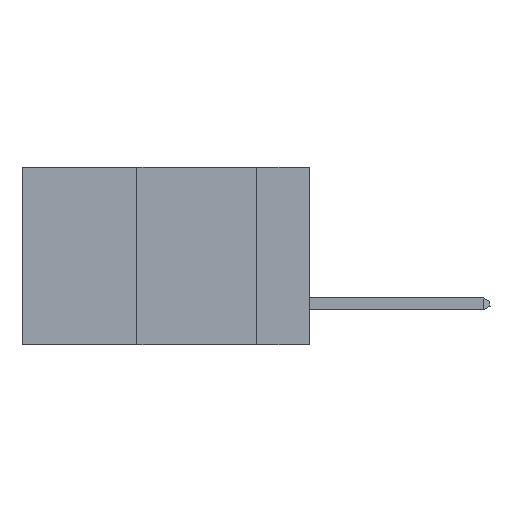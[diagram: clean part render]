
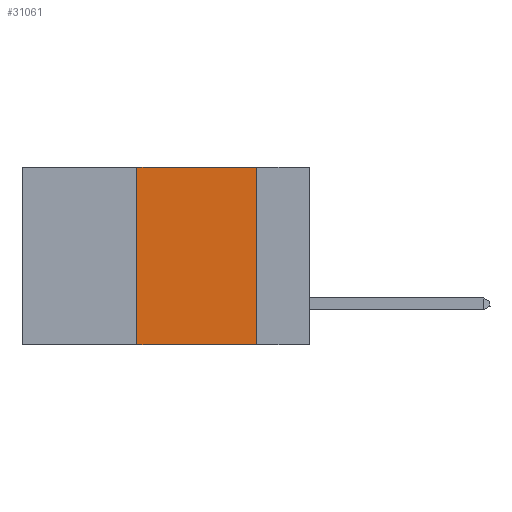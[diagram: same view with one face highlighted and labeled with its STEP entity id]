
A CAD part, left-side view. The second image highlights one B-rep face of the part: STEP entity #31061.
In plain terms, the highlighted planar face has unit normal (-1, 0, 0).
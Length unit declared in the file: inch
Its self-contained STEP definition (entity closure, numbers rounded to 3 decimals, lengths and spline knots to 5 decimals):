
#1187 = DIRECTION ( 'NONE',  ( 0., 0., -1. ) ) ;
#3017 = CARTESIAN_POINT ( 'NONE',  ( 0., 0.36, 0. ) ) ;
#3072 = ORIENTED_EDGE ( 'NONE', *, *, #27103, .F. ) ;
#4532 = FACE_OUTER_BOUND ( 'NONE', #32740, .T. ) ;
#7893 = CARTESIAN_POINT ( 'NONE',  ( 0., 0.6, -0.37 ) ) ;
#8142 = LINE ( 'NONE', #7893, #35148 ) ;
#8651 = VERTEX_POINT ( 'NONE', #35494 ) ;
#8794 = ORIENTED_EDGE ( 'NONE', *, *, #19787, .F. ) ;
#9010 = CARTESIAN_POINT ( 'NONE',  ( 0., 0.11, 0. ) ) ;
#10072 = VECTOR ( 'NONE', #1187, 39.37008 ) ;
#12611 = EDGE_CURVE ( 'NONE', #21500, #8651, #29079, .T. ) ;
#13720 = CARTESIAN_POINT ( 'NONE',  ( 0., 0.36, 0. ) ) ;
#14314 = DIRECTION ( 'NONE',  ( 0., -1., 0. ) ) ;
#14493 = LINE ( 'NONE', #9010, #10072 ) ;
#15852 = AXIS2_PLACEMENT_3D ( 'NONE', #18851, #24345, #32236 ) ;
#18851 = CARTESIAN_POINT ( 'NONE',  ( 0., 0.6, 0. ) ) ;
#19787 = EDGE_CURVE ( 'NONE', #8651, #35620, #14493, .T. ) ;
#20448 = ORIENTED_EDGE ( 'NONE', *, *, #12611, .F. ) ;
#20749 = DIRECTION ( 'NONE',  ( 0., -1., 0. ) ) ;
#21500 = VERTEX_POINT ( 'NONE', #13720 ) ;
#21511 = EDGE_CURVE ( 'NONE', #23530, #35620, #8142, .T. ) ;
#23530 = VERTEX_POINT ( 'NONE', #26307 ) ;
#24345 = DIRECTION ( 'NONE',  ( 1., 0., 0. ) ) ;
#26012 = VECTOR ( 'NONE', #34477, 39.37008 ) ;
#26307 = CARTESIAN_POINT ( 'NONE',  ( 0., 0.36, -0.37 ) ) ;
#27103 = EDGE_CURVE ( 'NONE', #23530, #21500, #32279, .T. ) ;
#29079 = LINE ( 'NONE', #29137, #33141 ) ;
#29137 = CARTESIAN_POINT ( 'NONE',  ( 0., 0.6, 0. ) ) ;
#30198 = ORIENTED_EDGE ( 'NONE', *, *, #21511, .T. ) ;
#31061 = ADVANCED_FACE ( 'NONE', ( #4532 ), #31960, .F. ) ;
#31960 = PLANE ( 'NONE',  #15852 ) ;
#32236 = DIRECTION ( 'NONE',  ( 0., 0., -1. ) ) ;
#32279 = LINE ( 'NONE', #3017, #26012 ) ;
#32740 = EDGE_LOOP ( 'NONE', ( #8794, #20448, #3072, #30198 ) ) ;
#33141 = VECTOR ( 'NONE', #20749, 39.37008 ) ;
#34477 = DIRECTION ( 'NONE',  ( 0., 0., 1. ) ) ;
#35116 = CARTESIAN_POINT ( 'NONE',  ( 0., 0.11, -0.37 ) ) ;
#35148 = VECTOR ( 'NONE', #14314, 39.37008 ) ;
#35494 = CARTESIAN_POINT ( 'NONE',  ( 0., 0.11, 0. ) ) ;
#35620 = VERTEX_POINT ( 'NONE', #35116 ) ;
